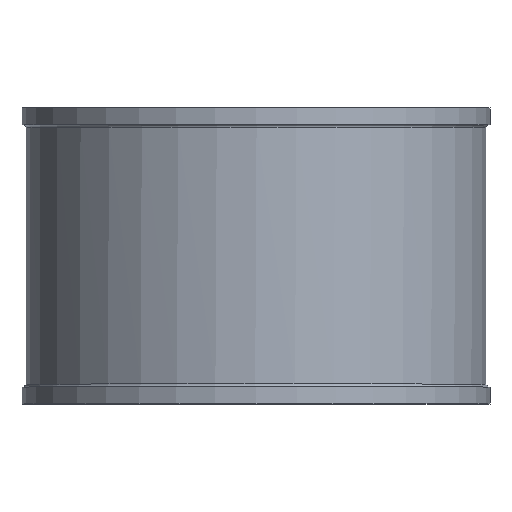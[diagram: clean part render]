
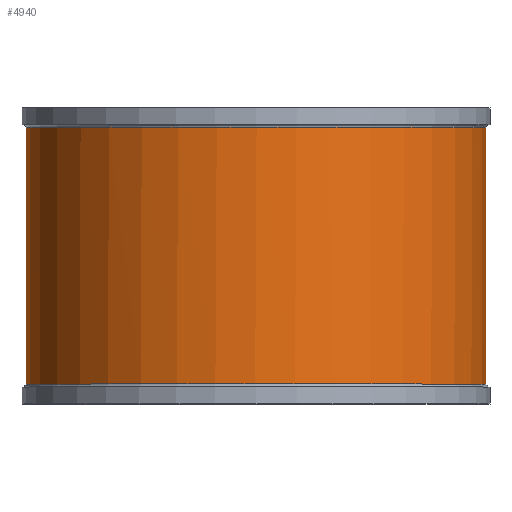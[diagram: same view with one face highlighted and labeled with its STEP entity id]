
A CAD part, top view. The second image highlights one B-rep face of the part: STEP entity #4940.
In plain terms, the highlighted cylindrical face has radius 8.15 mm (diameter 16.3 mm), a partial arc.
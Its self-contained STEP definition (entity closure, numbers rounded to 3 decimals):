
#3050=CARTESIAN_POINT('',(0.,-4.55,0.));
#3051=DIRECTION('',(0.,1.,0.));
#3052=DIRECTION('',(-1.,0.,0.));
#3053=AXIS2_PLACEMENT_3D('',#3050,#3051,#3052);
#3058=CARTESIAN_POINT('',(0.,-4.55,0.));
#3059=DIRECTION('',(0.,1.,0.));
#3060=DIRECTION('',(1.,0.,0.007));
#3061=AXIS2_PLACEMENT_3D('',#3058,#3059,#3060);
#3074=DIRECTION('',(0.,-1.,0.));
#3075=VECTOR('',#3074,9.1);
#3076=CARTESIAN_POINT('',(8.15,4.55,0.));
#3077=LINE('',#3076,#3075);
#3089=CARTESIAN_POINT('',(0.,4.55,0.));
#3090=DIRECTION('',(0.,-1.,0.));
#3091=DIRECTION('',(1.,0.,0.));
#3092=AXIS2_PLACEMENT_3D('',#3089,#3090,#3091);
#3097=CARTESIAN_POINT('',(0.,4.55,0.));
#3098=DIRECTION('',(0.,-1.,0.));
#3099=DIRECTION('',(-1.,0.,0.005));
#3100=AXIS2_PLACEMENT_3D('',#3097,#3098,#3099);
#3287=DIRECTION('',(0.,-1.,0.));
#3288=VECTOR('',#3287,9.1);
#3289=CARTESIAN_POINT('',(-8.15,4.55,0.));
#3290=LINE('',#3289,#3288);
#4518=CARTESIAN_POINT('',(8.15,-4.55,0.));
#4519=VERTEX_POINT('',#4518);
#4522=CARTESIAN_POINT('',(-8.15,-4.55,0.));
#4523=VERTEX_POINT('',#4522);
#4524=CARTESIAN_POINT('',(8.15,-4.55,0.056));
#4525=VERTEX_POINT('',#4524);
#4526=CARTESIAN_POINT('',(8.15,4.55,0.));
#4527=CARTESIAN_POINT('',(-8.15,4.55,0.04));
#4528=VERTEX_POINT('',#4526);
#4529=VERTEX_POINT('',#4527);
#4530=CARTESIAN_POINT('',(-8.15,4.55,0.));
#4531=VERTEX_POINT('',#4530);
#4923=CARTESIAN_POINT('',(0.,0.,0.));
#4924=DIRECTION('',(0.,-1.,0.));
#4925=DIRECTION('',(-1.,0.,0.));
#4926=AXIS2_PLACEMENT_3D('',#4923,#4924,#4925);
#4927=CYLINDRICAL_SURFACE('',#4926,8.15);
#4929=ORIENTED_EDGE('',*,*,#4928,.F.);
#4931=ORIENTED_EDGE('',*,*,#4930,.F.);
#4933=ORIENTED_EDGE('',*,*,#4932,.T.);
#4934=ORIENTED_EDGE('',*,*,#4910,.F.);
#4935=ORIENTED_EDGE('',*,*,#4908,.F.);
#4937=ORIENTED_EDGE('',*,*,#4936,.F.);
#4938=EDGE_LOOP('',(#4929,#4931,#4933,#4934,#4935,#4937));
#4939=FACE_OUTER_BOUND('',#4938,.F.);
#3054=CIRCLE('',#3053,8.15);
#3062=CIRCLE('',#3061,8.15);
#3093=CIRCLE('',#3092,8.15);
#3101=CIRCLE('',#3100,8.15);
#4908=EDGE_CURVE('',#4523,#4525,#3054,.T.);
#4910=EDGE_CURVE('',#4525,#4519,#3062,.T.);
#4928=EDGE_CURVE('',#4529,#4531,#3101,.T.);
#4930=EDGE_CURVE('',#4528,#4529,#3093,.T.);
#4932=EDGE_CURVE('',#4528,#4519,#3077,.T.);
#4936=EDGE_CURVE('',#4531,#4523,#3290,.T.);
#4940=ADVANCED_FACE('',(#4939),#4927,.T.);
